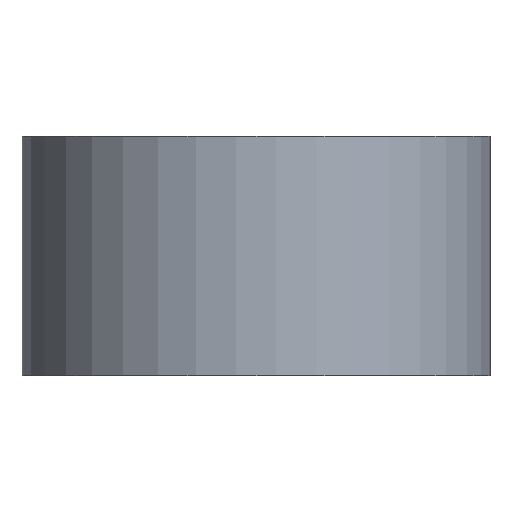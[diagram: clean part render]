
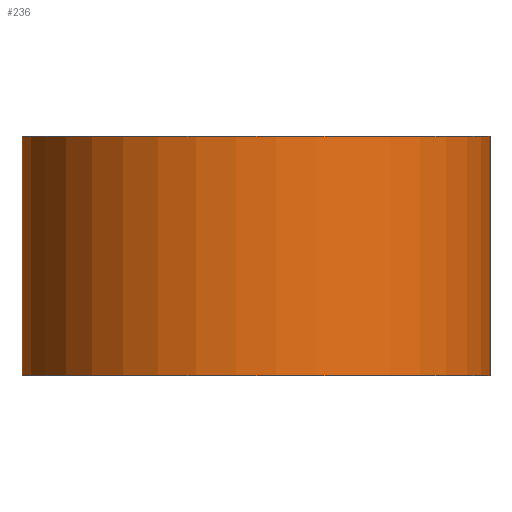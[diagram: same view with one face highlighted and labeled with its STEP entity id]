
A CAD part, left-side view. The second image highlights one B-rep face of the part: STEP entity #236.
In plain terms, the highlighted cylindrical face has radius 10 mm (diameter 20 mm), a partial arc.
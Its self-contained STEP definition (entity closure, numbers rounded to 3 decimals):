
#38=FACE_OUTER_BOUND('',#50,.T.);
#50=EDGE_LOOP('',(#189,#190,#191,#192));
#76=LINE('',#406,#90);
#77=LINE('',#412,#91);
#90=VECTOR('',#338,10.);
#91=VECTOR('',#345,10.);
#107=CIRCLE('',#281,10.);
#108=CIRCLE('',#282,10.);
#123=VERTEX_POINT('',#399);
#126=VERTEX_POINT('',#404);
#127=VERTEX_POINT('',#408);
#128=VERTEX_POINT('',#410);
#152=EDGE_CURVE('',#123,#126,#76,.T.);
#153=EDGE_CURVE('',#127,#123,#107,.T.);
#154=EDGE_CURVE('',#128,#126,#108,.T.);
#155=EDGE_CURVE('',#127,#128,#77,.T.);
#189=ORIENTED_EDGE('',*,*,#153,.T.);
#190=ORIENTED_EDGE('',*,*,#152,.T.);
#191=ORIENTED_EDGE('',*,*,#154,.F.);
#192=ORIENTED_EDGE('',*,*,#155,.F.);
#227=CYLINDRICAL_SURFACE('',#280,10.);
#236=ADVANCED_FACE('',(#38),#227,.T.);
#280=AXIS2_PLACEMENT_3D('',#407,#339,#340);
#281=AXIS2_PLACEMENT_3D('',#409,#341,#342);
#282=AXIS2_PLACEMENT_3D('',#411,#343,#344);
#338=DIRECTION('',(0.,0.,1.));
#339=DIRECTION('center_axis',(0.,0.,1.));
#340=DIRECTION('ref_axis',(-1.,0.,0.));
#341=DIRECTION('center_axis',(0.,0.,1.));
#342=DIRECTION('ref_axis',(1.,0.,0.));
#343=DIRECTION('center_axis',(0.,0.,1.));
#344=DIRECTION('ref_axis',(1.,0.,0.));
#345=DIRECTION('',(0.,0.,1.));
#399=CARTESIAN_POINT('',(0.625,-9.98,0.));
#404=CARTESIAN_POINT('',(0.625,-9.98,10.2));
#406=CARTESIAN_POINT('',(0.625,-9.98,0.));
#407=CARTESIAN_POINT('Origin',(0.,0.,0.));
#408=CARTESIAN_POINT('',(0.625,9.98,0.));
#409=CARTESIAN_POINT('Origin',(0.,0.,0.));
#410=CARTESIAN_POINT('',(0.625,9.98,10.2));
#411=CARTESIAN_POINT('Origin',(0.,0.,10.2));
#412=CARTESIAN_POINT('',(0.625,9.98,0.));
